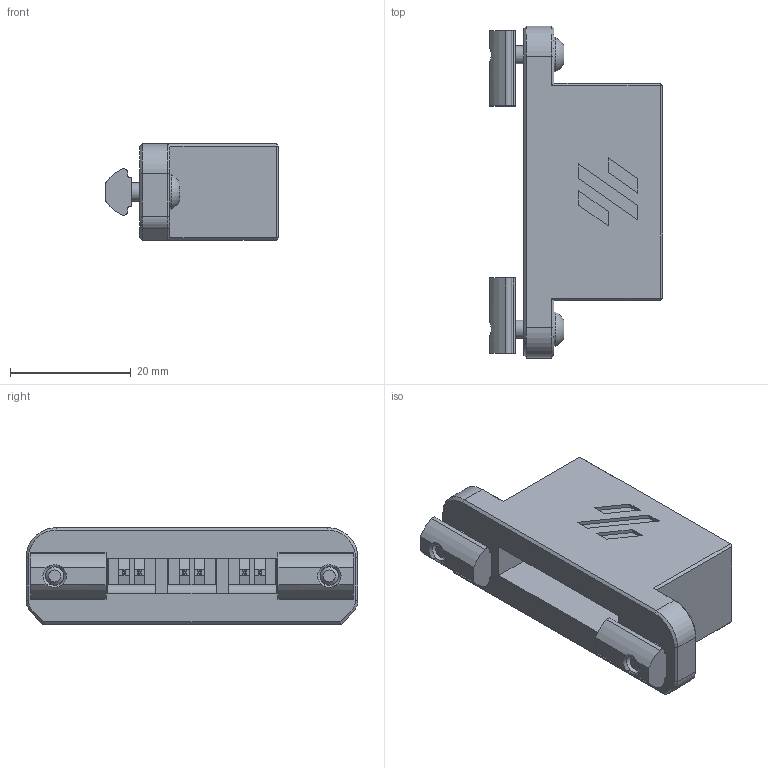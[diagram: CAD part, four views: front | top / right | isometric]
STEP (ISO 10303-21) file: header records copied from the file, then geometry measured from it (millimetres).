
FILE_DESCRIPTION(/* description */ (''),/* implementation_level */ '2;1');
FILE_NAME(/* name */ 'JST_3x.step',/* time_stamp */ '2025-07-02T08:13:27-05:00',/* author */ (''),/* organization */ (''),/* preprocessor_version */ 'ST-DEVELOPER v20.1',/* originating_system */ 'Autodesk Translation Framework v14.10.0.0',/* authorisation */ '');
FILE_SCHEMA (('AUTOMOTIVE_DESIGN { 1 0 10303 214 3 1 1 }'));
Length unit declared in the file: millimetre
Products named in the file (4): JST_3x; CONNECTOR WHITE JST XH 2 PIN - 2,54 mm; M3x8 BHCS; M3 Roll-In T Nut
Assembly tree (7 placements, depth 2):
  JST_3x
    CONNECTOR WHITE JST XH 2 PIN - 2,54 mm  x3
    M3x8 BHCS  x2
    M3 Roll-In T Nut  x2
Bounding box: 28.7 x 55 x 16 mm (x, y, z)
Volume: 12255.4 mm3; surface area: 7948.7 mm2
Topology: 8 solids, 8 shells, 793 faces, 1974 edges, 1226 vertices
Faces by surface type: plane 458, cylinder 190, bspline 115, cone 28, sphere 2
Full cylindrical faces by diameter (mm): 3 x2, 3.086 x2, 3.5 x2, 5.7 x2
Entity records: 11820 total; most frequent: CARTESIAN_POINT 3686, ORIENTED_EDGE 1704, DIRECTION 1542, EDGE_CURVE 852, LINE 620, VECTOR 620, VERTEX_POINT 525, AXIS2_PLACEMENT_3D 461
